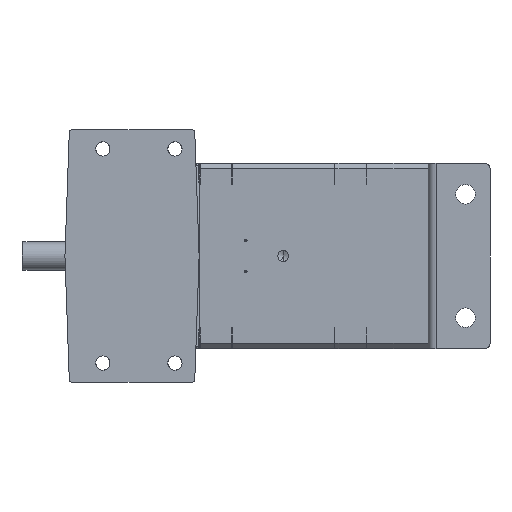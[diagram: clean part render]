
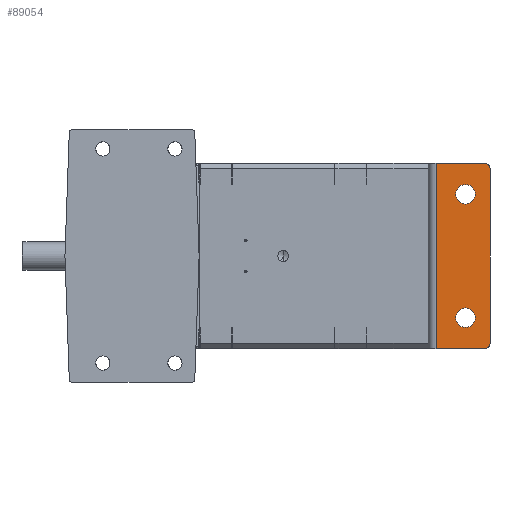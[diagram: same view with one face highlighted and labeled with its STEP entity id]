
A CAD part, front view. The second image highlights one B-rep face of the part: STEP entity #89054.
In plain terms, the highlighted planar face has unit normal (0, -1, 0).
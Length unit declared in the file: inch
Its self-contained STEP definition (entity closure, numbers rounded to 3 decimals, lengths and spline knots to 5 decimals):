
#8 = EDGE_CURVE ( 'Defeatured_0_1937+Defeatured_0_3+Defeatured_0_3+Defeatured_0_3', #95673, #118942, #55589, .T. ) ;
#3455 = CIRCLE ( 'NONE', #107393, 0.475 ) ;
#5882 = ORIENTED_EDGE ( 'NONE', *, *, #49752, .T. ) ;
#6858 = ORIENTED_EDGE ( 'NONE', *, *, #42755, .F. ) ;
#7263 = ORIENTED_EDGE ( 'NONE', *, *, #34761, .F. ) ;
#9572 = VECTOR ( 'NONE', #30505, 39.37008 ) ;
#10291 = ORIENTED_EDGE ( 'NONE', *, *, #113208, .T. ) ;
#11292 = CARTESIAN_POINT ( 'NONE',  ( 11.097, -7.75, -4.5 ) ) ;
#11655 = EDGE_CURVE ( 'Defeatured_0_3+Defeatured_0_11+Defeatured_0_7+Defeatured_0_4', #29923, #104685, #40053, .T. ) ;
#14172 = DIRECTION ( 'NONE',  ( 0., 1., 0. ) ) ;
#14670 = CIRCLE ( 'NONE', #84310, 0.475 ) ;
#16263 = DIRECTION ( 'NONE',  ( 0., -1., 0. ) ) ;
#18556 = DIRECTION ( 'NONE',  ( 0., 0., -1. ) ) ;
#22683 = CARTESIAN_POINT ( 'NONE',  ( 13.847, -7.75, -4.5 ) ) ;
#23487 = CARTESIAN_POINT ( 'NONE',  ( 14.097, -7.75, 4.5 ) ) ;
#27224 = CIRCLE ( 'NONE', #98820, 0.475 ) ;
#27988 = DIRECTION ( 'NONE',  ( 0., 0., 1. ) ) ;
#29923 = VERTEX_POINT ( 'NONE', #22683 ) ;
#30505 = DIRECTION ( 'NONE',  ( 1., 0., 0. ) ) ;
#30627 = EDGE_CURVE ( 'Defeatured_0_1937+Defeatured_0_3+Defeatured_0_3+Defeatured_0_3', #118942, #95673, #14670, .T. ) ;
#30932 = VECTOR ( 'NONE', #18556, 39.37008 ) ;
#31498 = VERTEX_POINT ( 'NONE', #31838 ) ;
#31838 = CARTESIAN_POINT ( 'NONE',  ( 13.847, -7.75, 4.5 ) ) ;
#31896 = EDGE_LOOP ( 'NONE', ( #10291, #69692, #80475, #41026, #6858, #5882 ) ) ;
#34761 = EDGE_CURVE ( 'Defeatured_0_1938+Defeatured_0_3+Defeatured_0_3+Defeatured_0_3', #64806, #46897, #27224, .T. ) ;
#35730 = DIRECTION ( 'NONE',  ( 0., -1., 0. ) ) ;
#35955 = CARTESIAN_POINT ( 'NONE',  ( 12.907, -7.75, 3.475 ) ) ;
#36197 = CARTESIAN_POINT ( 'NONE',  ( 11.477, -7.75, 4.5 ) ) ;
#38310 = DIRECTION ( 'NONE',  ( 0., -1., 0. ) ) ;
#39878 = LINE ( 'NONE', #36197, #30932 ) ;
#40053 = CIRCLE ( 'NONE', #95141, 0.25 ) ;
#40586 = VECTOR ( 'NONE', #103469, 39.37008 ) ;
#41026 = ORIENTED_EDGE ( 'NONE', *, *, #62957, .T. ) ;
#42755 = EDGE_CURVE ( 'Defeatured_0_6+Defeatured_0_3+Defeatured_0_9+Defeatured_0_13', #118997, #31498, #88784, .T. ) ;
#43683 = EDGE_CURVE ( 'Defeatured_0_1938+Defeatured_0_3+Defeatured_0_3+Defeatured_0_3', #46897, #64806, #3455, .T. ) ;
#46897 = VERTEX_POINT ( 'NONE', #111436 ) ;
#49752 = EDGE_CURVE ( 'Defeatured_0_3+Defeatured_0_9+Defeatured_0_6+Defeatured_0_7', #118997, #82493, #39878, .T. ) ;
#51019 = DIRECTION ( 'NONE',  ( 0., 0., -1. ) ) ;
#52704 = CARTESIAN_POINT ( 'NONE',  ( 14.097, -7.75, 4.25 ) ) ;
#53686 = DIRECTION ( 'NONE',  ( 0., 0., 1. ) ) ;
#55589 = CIRCLE ( 'NONE', #118953, 0.475 ) ;
#56273 = VECTOR ( 'NONE', #51019, 39.37008 ) ;
#59103 = ORIENTED_EDGE ( 'NONE', *, *, #30627, .F. ) ;
#59978 = EDGE_CURVE ( 'Defeatured_0_4+Defeatured_0_3+Defeatured_0_13+Defeatured_0_11', #104494, #104685, #68048, .T. ) ;
#62205 = CARTESIAN_POINT ( 'NONE',  ( 11.097, -7.75, 4.5 ) ) ;
#62332 = DIRECTION ( 'NONE',  ( 0., -1., 0. ) ) ;
#62957 = EDGE_CURVE ( 'Defeatured_0_3+Defeatured_0_13+Defeatured_0_4+Defeatured_0_6', #104494, #31498, #109782, .T. ) ;
#64806 = VERTEX_POINT ( 'NONE', #88082 ) ;
#65066 = CARTESIAN_POINT ( 'NONE',  ( 13.847, -7.75, 4.25 ) ) ;
#65384 = CARTESIAN_POINT ( 'NONE',  ( 12.907, -7.75, -3. ) ) ;
#67129 = AXIS2_PLACEMENT_3D ( 'NONE', #62205, #14172, #89119 ) ;
#67997 = CARTESIAN_POINT ( 'NONE',  ( 11.477, -7.75, -4.5 ) ) ;
#68048 = LINE ( 'NONE', #23487, #56273 ) ;
#68831 = CARTESIAN_POINT ( 'NONE',  ( 12.907, -7.75, 3. ) ) ;
#69692 = ORIENTED_EDGE ( 'NONE', *, *, #11655, .T. ) ;
#70385 = PLANE ( 'NONE',  #67129 ) ;
#72900 = CARTESIAN_POINT ( 'NONE',  ( 12.907, -7.75, 3. ) ) ;
#75663 = CARTESIAN_POINT ( 'NONE',  ( 12.907, -7.75, -3. ) ) ;
#78174 = DIRECTION ( 'NONE',  ( 0., -1., 0. ) ) ;
#78227 = AXIS2_PLACEMENT_3D ( 'NONE', #65066, #16263, #81816 ) ;
#79147 = CARTESIAN_POINT ( 'NONE',  ( 14.097, -7.75, -4.25 ) ) ;
#80475 = ORIENTED_EDGE ( 'NONE', *, *, #59978, .F. ) ;
#80666 = FACE_OUTER_BOUND ( 'NONE', #31896, .T. ) ;
#81816 = DIRECTION ( 'NONE',  ( 0., 0., 1. ) ) ;
#82493 = VERTEX_POINT ( 'NONE', #67997 ) ;
#83232 = CARTESIAN_POINT ( 'NONE',  ( 13.847, -7.75, -4.25 ) ) ;
#83438 = DIRECTION ( 'NONE',  ( 0., -1., 0. ) ) ;
#84033 = DIRECTION ( 'NONE',  ( 0., 0., 1. ) ) ;
#84310 = AXIS2_PLACEMENT_3D ( 'NONE', #72900, #62332, #53686 ) ;
#88082 = CARTESIAN_POINT ( 'NONE',  ( 12.907, -7.75, -3.475 ) ) ;
#88784 = LINE ( 'NONE', #113646, #40586 ) ;
#89054 = ADVANCED_FACE ( 'Defeatured_0_3', ( #105539, #99623, #80666 ), #70385, .F. ) ;
#89119 = DIRECTION ( 'NONE',  ( 0., 0., 1. ) ) ;
#89207 = EDGE_LOOP ( 'NONE', ( #59103, #105495 ) ) ;
#89928 = CARTESIAN_POINT ( 'NONE',  ( 12.907, -7.75, 2.525 ) ) ;
#95141 = AXIS2_PLACEMENT_3D ( 'NONE', #83232, #35730, #84033 ) ;
#95673 = VERTEX_POINT ( 'NONE', #89928 ) ;
#95742 = DIRECTION ( 'NONE',  ( 0., 0., 1. ) ) ;
#97472 = LINE ( 'NONE', #11292, #9572 ) ;
#98820 = AXIS2_PLACEMENT_3D ( 'NONE', #65384, #38310, #27988 ) ;
#99623 = FACE_BOUND ( 'NONE', #89207, .T. ) ;
#102239 = CARTESIAN_POINT ( 'NONE',  ( 11.477, -7.75, 4.5 ) ) ;
#103469 = DIRECTION ( 'NONE',  ( 1., 0., 0. ) ) ;
#104494 = VERTEX_POINT ( 'NONE', #52704 ) ;
#104685 = VERTEX_POINT ( 'NONE', #79147 ) ;
#105495 = ORIENTED_EDGE ( 'NONE', *, *, #8, .F. ) ;
#105539 = FACE_BOUND ( 'NONE', #118322, .T. ) ;
#107393 = AXIS2_PLACEMENT_3D ( 'NONE', #75663, #83438, #120996 ) ;
#109782 = CIRCLE ( 'NONE', #78227, 0.25 ) ;
#111436 = CARTESIAN_POINT ( 'NONE',  ( 12.907, -7.75, -2.525 ) ) ;
#113208 = EDGE_CURVE ( 'Defeatured_0_3+Defeatured_0_7+Defeatured_0_9+Defeatured_0_11', #82493, #29923, #97472, .T. ) ;
#113646 = CARTESIAN_POINT ( 'NONE',  ( 11.097, -7.75, 4.5 ) ) ;
#116924 = ORIENTED_EDGE ( 'NONE', *, *, #43683, .F. ) ;
#118322 = EDGE_LOOP ( 'NONE', ( #116924, #7263 ) ) ;
#118942 = VERTEX_POINT ( 'NONE', #35955 ) ;
#118953 = AXIS2_PLACEMENT_3D ( 'NONE', #68831, #78174, #95742 ) ;
#118997 = VERTEX_POINT ( 'NONE', #102239 ) ;
#120996 = DIRECTION ( 'NONE',  ( 0., 0., 1. ) ) ;
